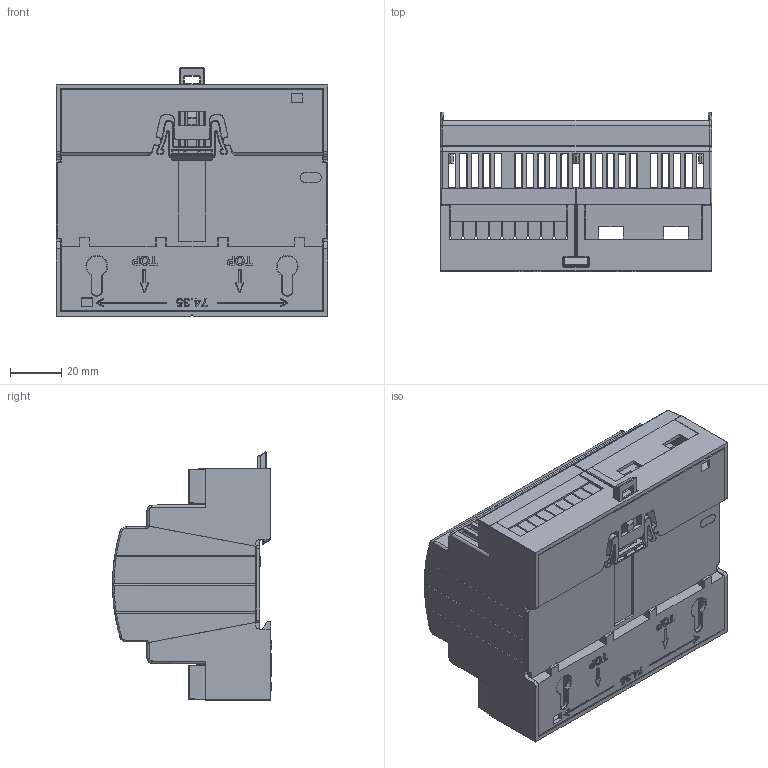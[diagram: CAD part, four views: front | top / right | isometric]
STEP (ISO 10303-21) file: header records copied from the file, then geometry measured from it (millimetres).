
FILE_DESCRIPTION((''),'2;1');
FILE_NAME('PRT0001','2022-02-16T14:48:04',('Administrator'),(''),'CREO PARAMETRIC BY PTC INC, 2019080','CREO PARAMETRIC BY PTC INC, 2019080','');
FILE_SCHEMA(('CONFIG_CONTROL_DESIGN'));
Products named in the file (1): PRT0001
Bounding box: 106.3 x 62.25 x 97.09 mm (x, y, z)
Surface area: 99712.2 mm2 (no closed solid volume)
Topology: 0 solids, 8 shells, 2360 faces, 6621 edges, 4178 vertices
Faces by surface type: plane 1314, cylinder 572, cone 144, torus 98, sphere 95, bspline 70, extrusion 67
Entity records: 78429 total; most frequent: CARTESIAN_POINT 18488, ORIENTED_EDGE 13056, DIRECTION 11665, EDGE_CURVE 6528, VECTOR 4319, LINE 4252, VERTEX_POINT 4178, AXIS2_PLACEMENT_3D 3673
